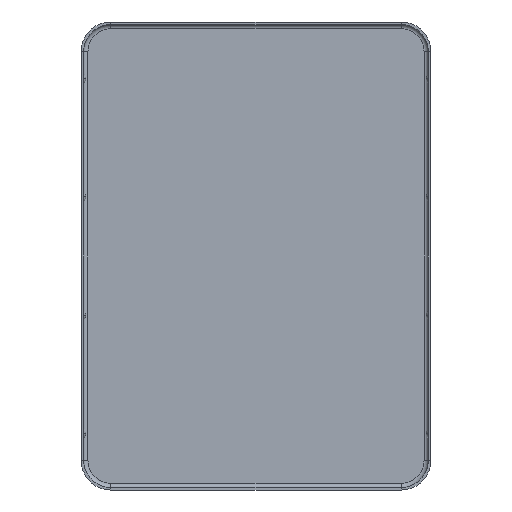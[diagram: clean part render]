
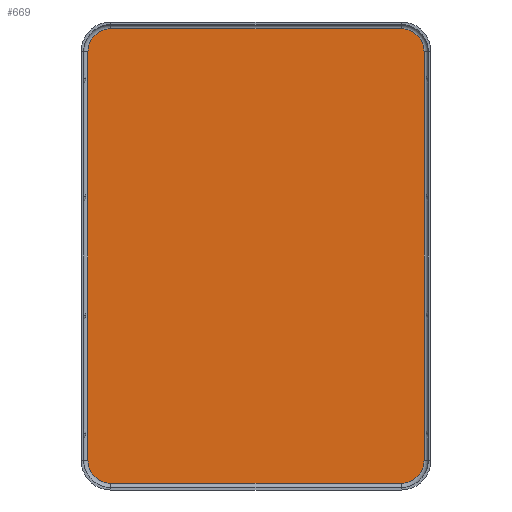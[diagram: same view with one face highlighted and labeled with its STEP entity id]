
A CAD part, front view. The second image highlights one B-rep face of the part: STEP entity #669.
In plain terms, the highlighted planar face has unit normal (0, -1, 0).
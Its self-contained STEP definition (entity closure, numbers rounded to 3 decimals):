
#13 = DIRECTION ( 'NONE',  ( 0., 0., -1. ) ) ;
#27 = AXIS2_PLACEMENT_3D ( 'NONE', #2066, #144, #1714 ) ;
#54 = EDGE_CURVE ( 'NONE', #728, #1696, #1593, .T. ) ;
#83 = CARTESIAN_POINT ( 'NONE',  ( 17.2, 0., 26.9 ) ) ;
#100 = CIRCLE ( 'NONE', #1589, 2.7 ) ;
#144 = DIRECTION ( 'NONE',  ( 0., -1., 0. ) ) ;
#147 = CARTESIAN_POINT ( 'NONE',  ( -19.9, 0., 24.2 ) ) ;
#176 = DIRECTION ( 'NONE',  ( 0., 1., 0. ) ) ;
#267 = ORIENTED_EDGE ( 'NONE', *, *, #1057, .T. ) ;
#295 = EDGE_CURVE ( 'NONE', #1696, #1025, #1617, .T. ) ;
#378 = VECTOR ( 'NONE', #1013, 1000. ) ;
#388 = CARTESIAN_POINT ( 'NONE',  ( -17.2, 0., -24.2 ) ) ;
#412 = DIRECTION ( 'NONE',  ( -1., 0., 0. ) ) ;
#464 = ORIENTED_EDGE ( 'NONE', *, *, #872, .F. ) ;
#467 = DIRECTION ( 'NONE',  ( 0., 0., -1. ) ) ;
#510 = DIRECTION ( 'NONE',  ( 0., -1., 0. ) ) ;
#536 = AXIS2_PLACEMENT_3D ( 'NONE', #388, #1791, #1165 ) ;
#554 = CARTESIAN_POINT ( 'NONE',  ( 17.2, 0., -26.9 ) ) ;
#556 = AXIS2_PLACEMENT_3D ( 'NONE', #1426, #510, #13 ) ;
#570 = DIRECTION ( 'NONE',  ( 0., 0., -1. ) ) ;
#604 = CARTESIAN_POINT ( 'NONE',  ( 19.9, 0., -24.2 ) ) ;
#635 = VERTEX_POINT ( 'NONE', #1387 ) ;
#649 = AXIS2_PLACEMENT_3D ( 'NONE', #1496, #718, #870 ) ;
#663 = VERTEX_POINT ( 'NONE', #1728 ) ;
#669 = ADVANCED_FACE ( 'NONE', ( #799 ), #1089, .T. ) ;
#718 = DIRECTION ( 'NONE',  ( 0., 1., 0. ) ) ;
#728 = VERTEX_POINT ( 'NONE', #1737 ) ;
#736 = VERTEX_POINT ( 'NONE', #918 ) ;
#787 = LINE ( 'NONE', #83, #378 ) ;
#799 = FACE_OUTER_BOUND ( 'NONE', #1103, .T. ) ;
#870 = DIRECTION ( 'NONE',  ( 0., 0., 1. ) ) ;
#872 = EDGE_CURVE ( 'NONE', #1177, #663, #100, .T. ) ;
#892 = CARTESIAN_POINT ( 'NONE',  ( -19.9, 0., 0. ) ) ;
#918 = CARTESIAN_POINT ( 'NONE',  ( -17.2, 0., -26.9 ) ) ;
#925 = ORIENTED_EDGE ( 'NONE', *, *, #957, .T. ) ;
#957 = EDGE_CURVE ( 'NONE', #635, #736, #1136, .T. ) ;
#1013 = DIRECTION ( 'NONE',  ( -1., 0., 0. ) ) ;
#1025 = VERTEX_POINT ( 'NONE', #554 ) ;
#1057 = EDGE_CURVE ( 'NONE', #1898, #663, #787, .T. ) ;
#1089 = PLANE ( 'NONE',  #27 ) ;
#1103 = EDGE_LOOP ( 'NONE', ( #1524, #1298, #1950, #1272, #267, #464, #1505, #925 ) ) ;
#1136 = CIRCLE ( 'NONE', #536, 2.7 ) ;
#1165 = DIRECTION ( 'NONE',  ( 0., 0., 1. ) ) ;
#1177 = VERTEX_POINT ( 'NONE', #147 ) ;
#1184 = LINE ( 'NONE', #892, #1485 ) ;
#1241 = CARTESIAN_POINT ( 'NONE',  ( 19.9, 0., 0. ) ) ;
#1272 = ORIENTED_EDGE ( 'NONE', *, *, #1894, .T. ) ;
#1276 = LINE ( 'NONE', #1347, #2014 ) ;
#1298 = ORIENTED_EDGE ( 'NONE', *, *, #295, .F. ) ;
#1347 = CARTESIAN_POINT ( 'NONE',  ( 17.2, 0., -26.9 ) ) ;
#1356 = CIRCLE ( 'NONE', #556, 2.7 ) ;
#1369 = VECTOR ( 'NONE', #467, 1000. ) ;
#1387 = CARTESIAN_POINT ( 'NONE',  ( -19.9, 0., -24.2 ) ) ;
#1426 = CARTESIAN_POINT ( 'NONE',  ( 17.2, 0., 24.2 ) ) ;
#1485 = VECTOR ( 'NONE', #570, 1000. ) ;
#1496 = CARTESIAN_POINT ( 'NONE',  ( 17.2, 0., -24.2 ) ) ;
#1505 = ORIENTED_EDGE ( 'NONE', *, *, #1548, .T. ) ;
#1524 = ORIENTED_EDGE ( 'NONE', *, *, #1582, .F. ) ;
#1548 = EDGE_CURVE ( 'NONE', #1177, #635, #1184, .T. ) ;
#1582 = EDGE_CURVE ( 'NONE', #1025, #736, #1276, .T. ) ;
#1589 = AXIS2_PLACEMENT_3D ( 'NONE', #1920, #176, #1749 ) ;
#1591 = CARTESIAN_POINT ( 'NONE',  ( 17.2, 0., 26.9 ) ) ;
#1593 = LINE ( 'NONE', #1241, #1369 ) ;
#1617 = CIRCLE ( 'NONE', #649, 2.7 ) ;
#1696 = VERTEX_POINT ( 'NONE', #604 ) ;
#1714 = DIRECTION ( 'NONE',  ( 0., 0., -1. ) ) ;
#1728 = CARTESIAN_POINT ( 'NONE',  ( -17.2, 0., 26.9 ) ) ;
#1737 = CARTESIAN_POINT ( 'NONE',  ( 19.9, 0., 24.2 ) ) ;
#1749 = DIRECTION ( 'NONE',  ( 0., 0., -1. ) ) ;
#1791 = DIRECTION ( 'NONE',  ( 0., -1., 0. ) ) ;
#1894 = EDGE_CURVE ( 'NONE', #728, #1898, #1356, .T. ) ;
#1898 = VERTEX_POINT ( 'NONE', #1591 ) ;
#1920 = CARTESIAN_POINT ( 'NONE',  ( -17.2, 0., 24.2 ) ) ;
#1950 = ORIENTED_EDGE ( 'NONE', *, *, #54, .F. ) ;
#2014 = VECTOR ( 'NONE', #412, 1000. ) ;
#2066 = CARTESIAN_POINT ( 'NONE',  ( 17.2, 0., -24.2 ) ) ;
